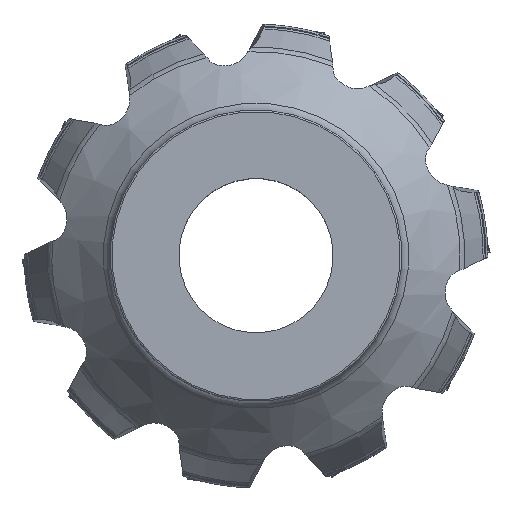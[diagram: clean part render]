
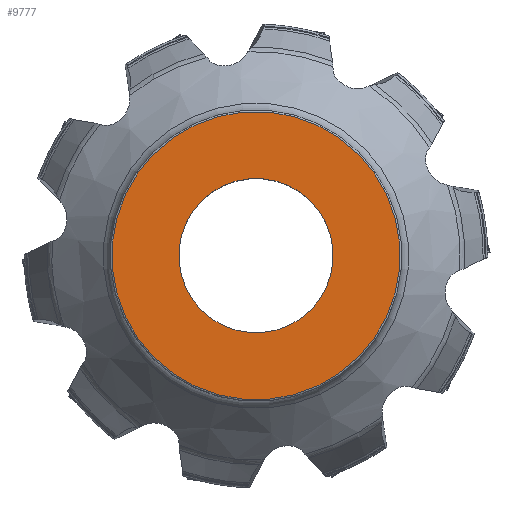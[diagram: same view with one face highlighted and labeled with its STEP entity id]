
A CAD part, top view. The second image highlights one B-rep face of the part: STEP entity #9777.
In plain terms, the highlighted planar face has unit normal (0, 0, 1).
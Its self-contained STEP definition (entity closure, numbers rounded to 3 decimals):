
#3235=FACE_BOUND('',#19289,.T.);
#3236=FACE_BOUND('',#19290,.T.);
#9777=ADVANCED_FACE('CU_BACK_F001',(#3235,#3236),#10659,.F.);
#10659=PLANE('',#77941);
#19289=EDGE_LOOP('',(#46380));
#19290=EDGE_LOOP('',(#46381));
#22654=CIRCLE('',#71352,19.056);
#25529=CIRCLE('',#77939,35.6);
#46380=ORIENTED_EDGE('',*,*,#54953,.F.);
#46381=ORIENTED_EDGE('',*,*,#63655,.T.);
#48006=VERTEX_POINT('',#106763);
#53105=VERTEX_POINT('',#160855);
#54953=EDGE_CURVE('',#48006,#48006,#22654,.T.);
#63655=EDGE_CURVE('',#53105,#53105,#25529,.T.);
#71352=AXIS2_PLACEMENT_3D('',#106762,#80664,#80665);
#77939=AXIS2_PLACEMENT_3D('',#160854,#96586,#96587);
#77941=AXIS2_PLACEMENT_3D('',#160857,#96590,#96591);
#80664=DIRECTION('',(0.,0.,1.));
#80665=DIRECTION('',(0.966,0.259,0.));
#96586=DIRECTION('',(0.,0.,1.));
#96587=DIRECTION('',(0.966,0.259,0.));
#96590=DIRECTION('',(0.,0.,-1.));
#96591=DIRECTION('',(-0.966,-0.259,0.));
#106762=CARTESIAN_POINT('',(0.,0.,
0.));
#106763=CARTESIAN_POINT('',(18.407,4.932,0.));
#160854=CARTESIAN_POINT('',(0.,0.,
0.));
#160855=CARTESIAN_POINT('',(34.387,9.214,0.));
#160857=CARTESIAN_POINT('',(-35.5,0.,0.));
